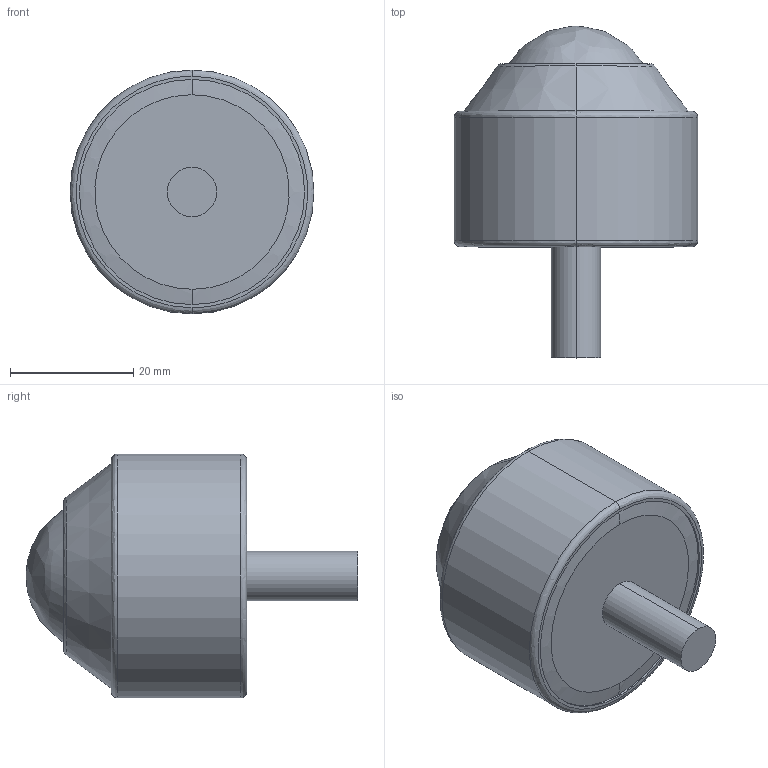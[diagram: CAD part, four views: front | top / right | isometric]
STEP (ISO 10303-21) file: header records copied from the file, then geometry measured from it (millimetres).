
FILE_DESCRIPTION (( 'STEP AP214' ), '1' );
FILE_NAME ('0014747.step', '2020-12-16T13:31:41', ( '' ), ( '' ), 'SwSTEP 2.0', 'SolidWorks 2018', '' );
FILE_SCHEMA (( 'AUTOMOTIVE_DESIGN' ));
Length unit declared in the file: millimetre
Products named in the file (1): 0014747
Bounding box: 39.5 x 53.8 x 39.5 mm (x, y, z)
Volume: 34811.1 mm3; surface area: 6047.1 mm2
Topology: 1 solids, 1 shells, 22 faces, 42 edges, 26 vertices
Faces by surface type: bspline 9, cylinder 6, plane 5, cone 2
Entity records: 1025 total; most frequent: CARTESIAN_POINT 342, ORIENTED_EDGE 84, DIRECTION 84, EDGE_CURVE 42, AXIS2_PLACEMENT_3D 38, VERTEX_POINT 26, EDGE_LOOP 26, UNCERTAINTY_MEASURE_WITH_UNIT 25
